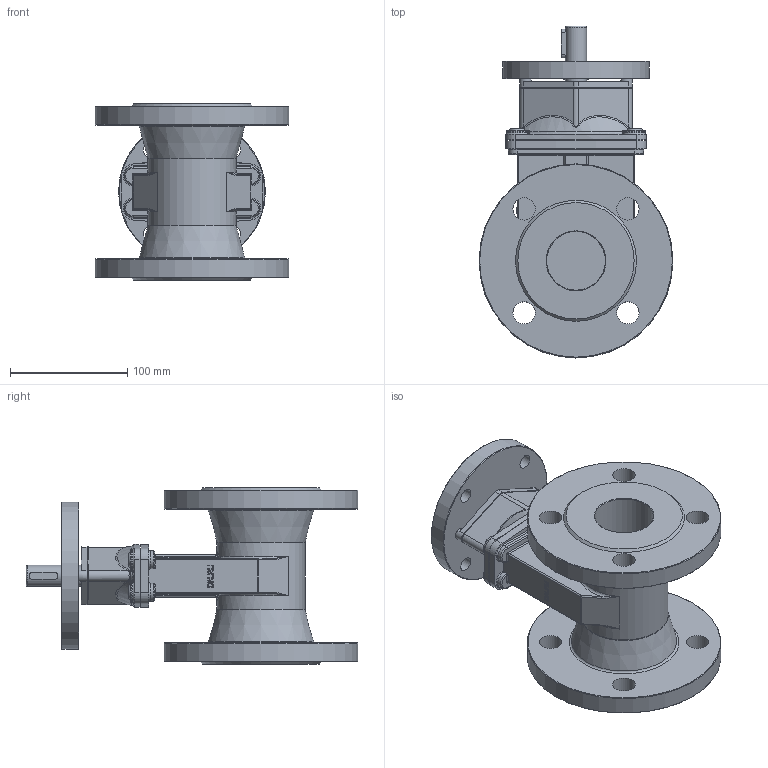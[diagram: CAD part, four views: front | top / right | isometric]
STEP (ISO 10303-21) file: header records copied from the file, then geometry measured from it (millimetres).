
FILE_DESCRIPTION(/* description */ (''),/* implementation_level */ '2;1');
FILE_NAME(/* name */ 'DN50_3D_STEP.stp',/* time_stamp */ '2024-02-06T19:13:55+03:00',/* author */ ('igorr'),/* organization */ (''),/* preprocessor_version */ 'ST-DEVELOPER v19.2',/* originating_system */ 'Autodesk Inventor 2023',/* authorisation */ '');
FILE_SCHEMA (('AUTOMOTIVE_DESIGN { 1 0 10303 214 3 1 1 }'));
Length unit declared in the file: millimetre
Products named in the file (3): Сборка_Чертежная; Деталь1; Rivet GB/T 1015-1986-6 X 12
Assembly tree (5 placements, depth 2):
  Сборка_Чертежная
    Деталь1
    Rivet GB/T 1015-1986-6 X 12  x4
Bounding box: 165 x 282.5 x 150 mm (x, y, z)
Volume: 1617923.6 mm3; surface area: 227411.5 mm2
Topology: 5 solids, 5 shells, 399 faces, 955 edges, 582 vertices
Faces by surface type: plane 123, cylinder 115, bspline 82, torus 51, cone 20, sphere 8
Full cylindrical faces by diameter (mm): 4.66 x4, 6 x4, 8 x8, 10 x2, 10.62 x4, 12 x4, 18 x1, 19 x8, 30 x1, 50 x2, 70 x1, 75 x1, 125 x1, 165 x2
Entity records: 14077 total; most frequent: CARTESIAN_POINT 5329, ORIENTED_EDGE 1752, DIRECTION 1620, EDGE_CURVE 876, AXIS2_PLACEMENT_3D 634, VERTEX_POINT 540, EDGE_LOOP 428, FACE_OUTER_BOUND 366
